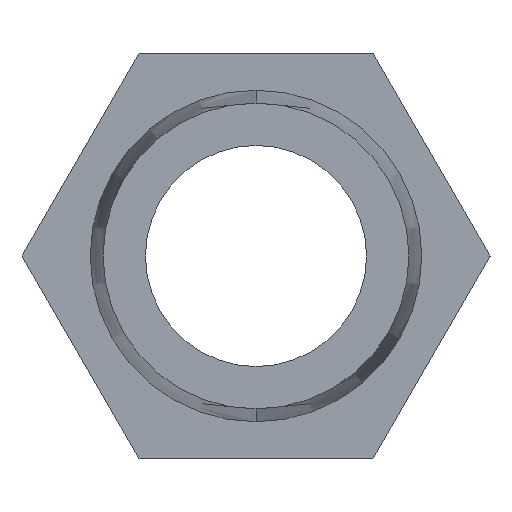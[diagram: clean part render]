
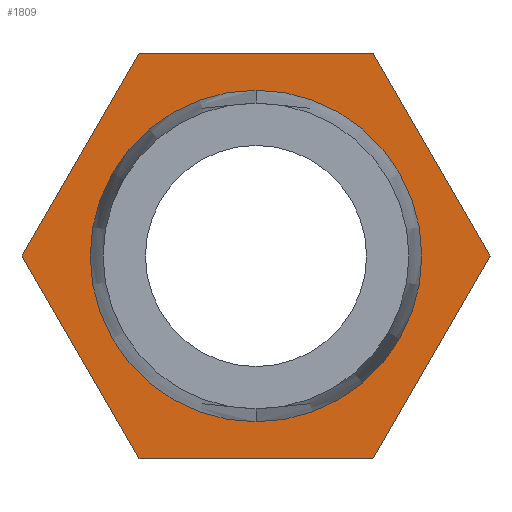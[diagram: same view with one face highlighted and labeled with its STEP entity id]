
A CAD part, left-side view. The second image highlights one B-rep face of the part: STEP entity #1809.
In plain terms, the highlighted planar face has unit normal (-1, 0, 0).
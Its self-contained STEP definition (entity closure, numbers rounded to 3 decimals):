
#69 = CARTESIAN_POINT ( 'NONE',  ( 10., 0., -4.5 ) ) ;
#74 = LINE ( 'NONE', #510, #3955 ) ;
#90 = AXIS2_PLACEMENT_3D ( 'NONE', #3172, #2315, #4426 ) ;
#125 = FACE_BOUND ( 'NONE', #2766, .T. ) ;
#171 = CARTESIAN_POINT ( 'NONE',  ( 10., 3.175, 5.5 ) ) ;
#182 = CARTESIAN_POINT ( 'NONE',  ( 10., -6.351, 0. ) ) ;
#358 = VECTOR ( 'NONE', #3675, 1000. ) ;
#437 = CARTESIAN_POINT ( 'NONE',  ( 10., 3.175, -5.5 ) ) ;
#496 = CARTESIAN_POINT ( 'NONE',  ( 10., 6.351, 0. ) ) ;
#510 = CARTESIAN_POINT ( 'NONE',  ( 10., -3.175, -5.5 ) ) ;
#725 = DIRECTION ( 'NONE',  ( 0., -0.5, 0.866 ) ) ;
#788 = LINE ( 'NONE', #4347, #5201 ) ;
#891 = EDGE_CURVE ( 'NONE', #4990, #5274, #2731, .T. ) ;
#1036 = CARTESIAN_POINT ( 'NONE',  ( 10., -6.351, 0. ) ) ;
#1062 = ORIENTED_EDGE ( 'NONE', *, *, #4529, .F. ) ;
#1065 = EDGE_CURVE ( 'NONE', #3046, #2359, #2233, .T. ) ;
#1097 = CARTESIAN_POINT ( 'NONE',  ( 10., 0., 0. ) ) ;
#1239 = DIRECTION ( 'NONE',  ( 0., 0., 1. ) ) ;
#1431 = AXIS2_PLACEMENT_3D ( 'NONE', #2556, #4302, #1239 ) ;
#1809 = ADVANCED_FACE ( 'NONE', ( #125, #1891 ), #3274, .F. ) ;
#1854 = ORIENTED_EDGE ( 'NONE', *, *, #2230, .F. ) ;
#1891 = FACE_OUTER_BOUND ( 'NONE', #3707, .T. ) ;
#1985 = ORIENTED_EDGE ( 'NONE', *, *, #2012, .F. ) ;
#2012 = EDGE_CURVE ( 'NONE', #4848, #3748, #4082, .T. ) ;
#2230 = EDGE_CURVE ( 'NONE', #2359, #4887, #788, .T. ) ;
#2233 = LINE ( 'NONE', #437, #4297 ) ;
#2315 = DIRECTION ( 'NONE',  ( -1., 0., 0. ) ) ;
#2359 = VERTEX_POINT ( 'NONE', #496 ) ;
#2378 = DIRECTION ( 'NONE',  ( 0., 1., 0. ) ) ;
#2556 = CARTESIAN_POINT ( 'NONE',  ( 10., 0., 0. ) ) ;
#2635 = DIRECTION ( 'NONE',  ( 0., 0.5, 0.866 ) ) ;
#2672 = VECTOR ( 'NONE', #3766, 1000. ) ;
#2731 = LINE ( 'NONE', #5319, #5566 ) ;
#2749 = CARTESIAN_POINT ( 'NONE',  ( 10., 3.175, -5.5 ) ) ;
#2766 = EDGE_LOOP ( 'NONE', ( #1985, #3086 ) ) ;
#3046 = VERTEX_POINT ( 'NONE', #2749 ) ;
#3086 = ORIENTED_EDGE ( 'NONE', *, *, #4085, .F. ) ;
#3154 = DIRECTION ( 'NONE',  ( 0., -0.5, -0.866 ) ) ;
#3172 = CARTESIAN_POINT ( 'NONE',  ( 10., 0., 0. ) ) ;
#3274 = PLANE ( 'NONE',  #4443 ) ;
#3279 = VERTEX_POINT ( 'NONE', #3662 ) ;
#3662 = CARTESIAN_POINT ( 'NONE',  ( 10., -3.175, -5.5 ) ) ;
#3675 = DIRECTION ( 'NONE',  ( 0., -1., 0. ) ) ;
#3707 = EDGE_LOOP ( 'NONE', ( #4092, #4551, #4763, #1062, #1854, #5507 ) ) ;
#3748 = VERTEX_POINT ( 'NONE', #69 ) ;
#3759 = CARTESIAN_POINT ( 'NONE',  ( 10., 0., 4.5 ) ) ;
#3766 = DIRECTION ( 'NONE',  ( 0., 0.5, -0.866 ) ) ;
#3948 = CIRCLE ( 'NONE', #90, 4.5 ) ;
#3955 = VECTOR ( 'NONE', #2378, 1000. ) ;
#3975 = EDGE_CURVE ( 'NONE', #5274, #3279, #4196, .T. ) ;
#4082 = CIRCLE ( 'NONE', #1431, 4.5 ) ;
#4085 = EDGE_CURVE ( 'NONE', #3748, #4848, #3948, .T. ) ;
#4092 = ORIENTED_EDGE ( 'NONE', *, *, #5469, .F. ) ;
#4196 = LINE ( 'NONE', #182, #2672 ) ;
#4246 = DIRECTION ( 'NONE',  ( 0., 0., -1. ) ) ;
#4297 = VECTOR ( 'NONE', #2635, 1000. ) ;
#4302 = DIRECTION ( 'NONE',  ( -1., 0., 0. ) ) ;
#4347 = CARTESIAN_POINT ( 'NONE',  ( 10., 6.351, 0. ) ) ;
#4426 = DIRECTION ( 'NONE',  ( 0., 0., 1. ) ) ;
#4443 = AXIS2_PLACEMENT_3D ( 'NONE', #1097, #4586, #4246 ) ;
#4529 = EDGE_CURVE ( 'NONE', #4887, #4990, #4532, .T. ) ;
#4532 = LINE ( 'NONE', #171, #358 ) ;
#4551 = ORIENTED_EDGE ( 'NONE', *, *, #3975, .F. ) ;
#4586 = DIRECTION ( 'NONE',  ( 1., 0., 0. ) ) ;
#4763 = ORIENTED_EDGE ( 'NONE', *, *, #891, .F. ) ;
#4848 = VERTEX_POINT ( 'NONE', #3759 ) ;
#4887 = VERTEX_POINT ( 'NONE', #5589 ) ;
#4990 = VERTEX_POINT ( 'NONE', #5093 ) ;
#5093 = CARTESIAN_POINT ( 'NONE',  ( 10., -3.175, 5.5 ) ) ;
#5201 = VECTOR ( 'NONE', #725, 1000. ) ;
#5274 = VERTEX_POINT ( 'NONE', #1036 ) ;
#5319 = CARTESIAN_POINT ( 'NONE',  ( 10., -3.175, 5.5 ) ) ;
#5469 = EDGE_CURVE ( 'NONE', #3279, #3046, #74, .T. ) ;
#5507 = ORIENTED_EDGE ( 'NONE', *, *, #1065, .F. ) ;
#5566 = VECTOR ( 'NONE', #3154, 1000. ) ;
#5589 = CARTESIAN_POINT ( 'NONE',  ( 10., 3.175, 5.5 ) ) ;
